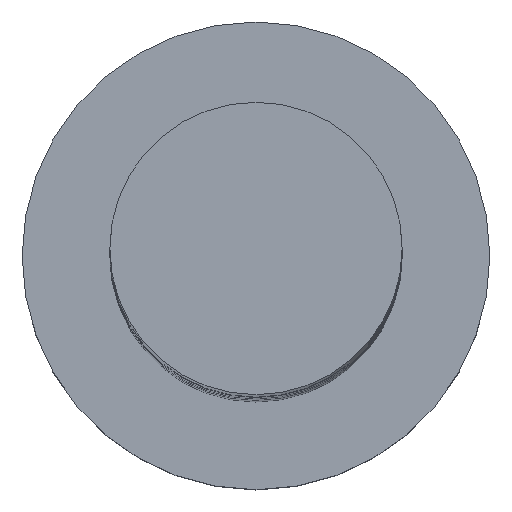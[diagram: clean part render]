
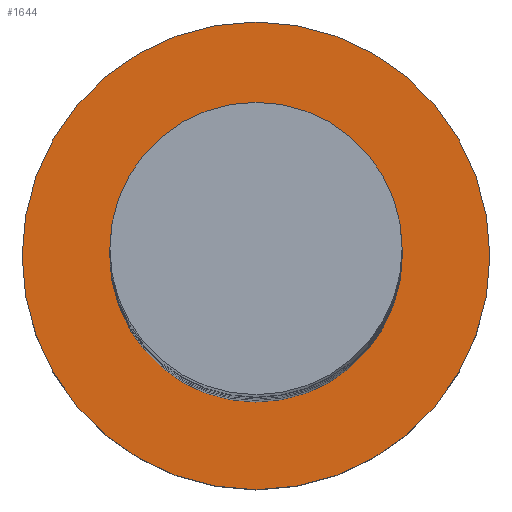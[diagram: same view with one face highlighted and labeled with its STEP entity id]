
A CAD part, top view. The second image highlights one B-rep face of the part: STEP entity #1644.
In plain terms, the highlighted planar face has unit normal (0, 0, 1).
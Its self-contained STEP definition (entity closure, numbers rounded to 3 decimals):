
#82 = CARTESIAN_POINT ( 'NONE',  ( 5., 0., 5. ) ) ;
#90 = DIRECTION ( 'NONE',  ( 1., 0., 0. ) ) ;
#100 = CIRCLE ( 'NONE', #153, 8. ) ;
#117 = VERTEX_POINT ( 'NONE', #82 ) ;
#153 = AXIS2_PLACEMENT_3D ( 'NONE', #1536, #526, #890 ) ;
#209 = ORIENTED_EDGE ( 'NONE', *, *, #1217, .T. ) ;
#215 = FACE_OUTER_BOUND ( 'NONE', #769, .T. ) ;
#277 = CARTESIAN_POINT ( 'NONE',  ( 0., 0., 5. ) ) ;
#306 = DIRECTION ( 'NONE',  ( 0., 0., 1. ) ) ;
#345 = PLANE ( 'NONE',  #1287 ) ;
#358 = DIRECTION ( 'NONE',  ( 0., 0., 1. ) ) ;
#437 = CARTESIAN_POINT ( 'NONE',  ( -5., 0., 5. ) ) ;
#519 = ORIENTED_EDGE ( 'NONE', *, *, #1293, .T. ) ;
#526 = DIRECTION ( 'NONE',  ( 0., 0., 1. ) ) ;
#550 = ORIENTED_EDGE ( 'NONE', *, *, #966, .F. ) ;
#604 = DIRECTION ( 'NONE',  ( 1., 0., 0. ) ) ;
#667 = AXIS2_PLACEMENT_3D ( 'NONE', #1334, #1175, #816 ) ;
#671 = CIRCLE ( 'NONE', #695, 5. ) ;
#695 = AXIS2_PLACEMENT_3D ( 'NONE', #277, #306, #1203 ) ;
#738 = CARTESIAN_POINT ( 'NONE',  ( -8., 0., 5. ) ) ;
#769 = EDGE_LOOP ( 'NONE', ( #209, #519 ) ) ;
#816 = DIRECTION ( 'NONE',  ( 1., 0., 0. ) ) ;
#867 = DIRECTION ( 'NONE',  ( 0., 0., 1. ) ) ;
#890 = DIRECTION ( 'NONE',  ( 1., 0., 0. ) ) ;
#919 = ORIENTED_EDGE ( 'NONE', *, *, #1461, .F. ) ;
#966 = EDGE_CURVE ( 'NONE', #117, #1015, #1121, .T. ) ;
#990 = CIRCLE ( 'NONE', #1491, 8. ) ;
#1015 = VERTEX_POINT ( 'NONE', #437 ) ;
#1099 = FACE_BOUND ( 'NONE', #1529, .T. ) ;
#1121 = CIRCLE ( 'NONE', #667, 5. ) ;
#1135 = VERTEX_POINT ( 'NONE', #1223 ) ;
#1175 = DIRECTION ( 'NONE',  ( 0., 0., 1. ) ) ;
#1203 = DIRECTION ( 'NONE',  ( 1., 0., 0. ) ) ;
#1213 = VERTEX_POINT ( 'NONE', #738 ) ;
#1217 = EDGE_CURVE ( 'NONE', #1213, #1135, #990, .T. ) ;
#1223 = CARTESIAN_POINT ( 'NONE',  ( 8., 0., 5. ) ) ;
#1243 = CARTESIAN_POINT ( 'NONE',  ( 0., 0., 5. ) ) ;
#1287 = AXIS2_PLACEMENT_3D ( 'NONE', #1609, #867, #604 ) ;
#1293 = EDGE_CURVE ( 'NONE', #1135, #1213, #100, .T. ) ;
#1334 = CARTESIAN_POINT ( 'NONE',  ( 0., 0., 5. ) ) ;
#1461 = EDGE_CURVE ( 'NONE', #1015, #117, #671, .T. ) ;
#1491 = AXIS2_PLACEMENT_3D ( 'NONE', #1243, #358, #90 ) ;
#1529 = EDGE_LOOP ( 'NONE', ( #919, #550 ) ) ;
#1536 = CARTESIAN_POINT ( 'NONE',  ( 0., 0., 5. ) ) ;
#1609 = CARTESIAN_POINT ( 'NONE',  ( 0., 0., 5. ) ) ;
#1644 = ADVANCED_FACE ( 'NONE', ( #1099, #215 ), #345, .T. ) ;
